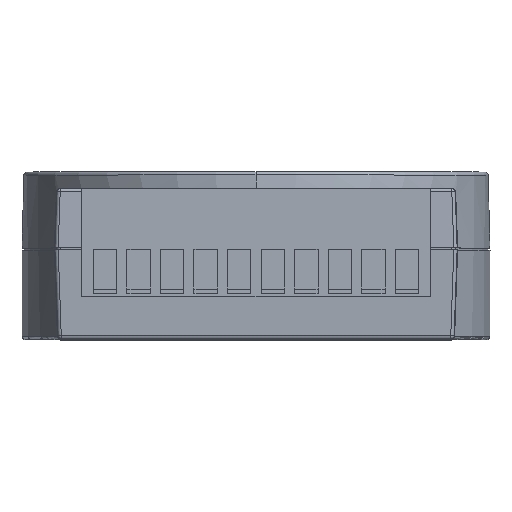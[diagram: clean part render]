
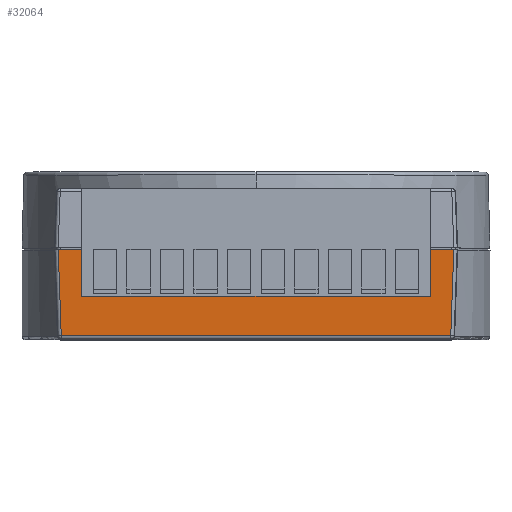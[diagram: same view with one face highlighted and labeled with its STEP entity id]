
A CAD part, top view. The second image highlights one B-rep face of the part: STEP entity #32064.
In plain terms, the highlighted planar face has unit normal (0, -0.035, 0.999).
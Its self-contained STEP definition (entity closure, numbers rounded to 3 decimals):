
#30581 = VERTEX_POINT ( 'NONE', #32660 ) ;
#30691 = EDGE_CURVE ( 'NONE', #30581, #30694, #32761, .T. ) ;
#30694 = VERTEX_POINT ( 'NONE', #32757 ) ;
#30758 = VERTEX_POINT ( 'NONE', #32849 ) ;
#30760 = EDGE_CURVE ( 'NONE', #30758, #30762, #32848, .T. ) ;
#30762 = VERTEX_POINT ( 'NONE', #32844 ) ;
#32041 = VERTEX_POINT ( 'NONE', #34256 ) ;
#32042 = ORIENTED_EDGE ( 'NONE', *, *, #32043, .T. ) ;
#32043 = EDGE_CURVE ( 'NONE', #32041, #30762, #34254, .T. ) ;
#32044 = ORIENTED_EDGE ( 'NONE', *, *, #30760, .F. ) ;
#32046 = ORIENTED_EDGE ( 'NONE', *, *, #32048, .T. ) ;
#32048 = EDGE_CURVE ( 'NONE', #30758, #32069, #34250, .T. ) ;
#32064 = ADVANCED_FACE ( 'NONE', ( #34301 ), #34300, .T. ) ;
#32065 = EDGE_LOOP ( 'NONE', ( #32066, #32073, #32163, #32164, #32168, #32042, #32044, #32046 ) ) ;
#32066 = ORIENTED_EDGE ( 'NONE', *, *, #32068, .T. ) ;
#32068 = EDGE_CURVE ( 'NONE', #32069, #32071, #34295, .T. ) ;
#32069 = VERTEX_POINT ( 'NONE', #34291 ) ;
#32071 = VERTEX_POINT ( 'NONE', #34290 ) ;
#32073 = ORIENTED_EDGE ( 'NONE', *, *, #32076, .T. ) ;
#32076 = EDGE_CURVE ( 'NONE', #32071, #30694, #34289, .T. ) ;
#32163 = ORIENTED_EDGE ( 'NONE', *, *, #30691, .F. ) ;
#32164 = ORIENTED_EDGE ( 'NONE', *, *, #32165, .T. ) ;
#32165 = EDGE_CURVE ( 'NONE', #30581, #32166, #34445, .T. ) ;
#32166 = VERTEX_POINT ( 'NONE', #34436 ) ;
#32168 = ORIENTED_EDGE ( 'NONE', *, *, #32170, .T. ) ;
#32170 = EDGE_CURVE ( 'NONE', #32166, #32041, #34435, .T. ) ;
#32660 = CARTESIAN_POINT ( 'NONE',  ( -29.495, -0.15, 50.995 ) ) ;
#32757 = CARTESIAN_POINT ( 'NONE',  ( -26., -0.15, 50.995 ) ) ;
#32758 = DIRECTION ( 'NONE',  ( 1., 0., 0. ) ) ;
#32759 = VECTOR ( 'NONE', #32758, 1000. ) ;
#32760 = CARTESIAN_POINT ( 'NONE',  ( 30., -0.15, 50.995 ) ) ;
#32761 = LINE ( 'NONE', #32760, #32759 ) ;
#32844 = CARTESIAN_POINT ( 'NONE',  ( 29.495, -0.15, 50.995 ) ) ;
#32845 = DIRECTION ( 'NONE',  ( 1., 0., 0. ) ) ;
#32846 = VECTOR ( 'NONE', #32845, 1000. ) ;
#32847 = CARTESIAN_POINT ( 'NONE',  ( 30., -0.15, 50.995 ) ) ;
#32848 = LINE ( 'NONE', #32847, #32846 ) ;
#32849 = CARTESIAN_POINT ( 'NONE',  ( 26., -0.15, 50.995 ) ) ;
#34246 = DIRECTION ( 'NONE',  ( 0., -0.999, -0.035 ) ) ;
#34247 = VECTOR ( 'NONE', #34246, 1000. ) ;
#34248 = CARTESIAN_POINT ( 'NONE',  ( 26., 0., 51. ) ) ;
#34250 = LINE ( 'NONE', #34248, #34247 ) ;
#34251 = DIRECTION ( 'NONE',  ( 0.035, 0.999, 0.035 ) ) ;
#34252 = VECTOR ( 'NONE', #34251, 1000. ) ;
#34253 = CARTESIAN_POINT ( 'NONE',  ( 29.501, 0.017, 51.001 ) ) ;
#34254 = LINE ( 'NONE', #34253, #34252 ) ;
#34256 = CARTESIAN_POINT ( 'NONE',  ( 29.046, -13.017, 50.545 ) ) ;
#34286 = DIRECTION ( 'NONE',  ( 0., 0.999, 0.035 ) ) ;
#34287 = VECTOR ( 'NONE', #34286, 1000. ) ;
#34288 = CARTESIAN_POINT ( 'NONE',  ( -26., 0., 51. ) ) ;
#34289 = LINE ( 'NONE', #34288, #34287 ) ;
#34290 = CARTESIAN_POINT ( 'NONE',  ( -26., -7.097, 50.752 ) ) ;
#34291 = CARTESIAN_POINT ( 'NONE',  ( 26., -7.097, 50.752 ) ) ;
#34292 = DIRECTION ( 'NONE',  ( -1., 0., 0. ) ) ;
#34293 = VECTOR ( 'NONE', #34292, 1000. ) ;
#34294 = CARTESIAN_POINT ( 'NONE',  ( 30., -7.097, 50.752 ) ) ;
#34295 = LINE ( 'NONE', #34294, #34293 ) ;
#34296 = DIRECTION ( 'NONE',  ( 0., -0.999, -0.035 ) ) ;
#34297 = DIRECTION ( 'NONE',  ( 0., -0.035, 0.999 ) ) ;
#34298 = CARTESIAN_POINT ( 'NONE',  ( 30., 0., 51. ) ) ;
#34299 = AXIS2_PLACEMENT_3D ( 'NONE', #34298, #34297, #34296 ) ;
#34300 = PLANE ( 'NONE',  #34299 ) ;
#34301 = FACE_OUTER_BOUND ( 'NONE', #32065, .T. ) ;
#34432 = DIRECTION ( 'NONE',  ( 1., 0., 0. ) ) ;
#34433 = VECTOR ( 'NONE', #34432, 1000. ) ;
#34434 = CARTESIAN_POINT ( 'NONE',  ( 29.529, -13.017, 50.545 ) ) ;
#34435 = LINE ( 'NONE', #34434, #34433 ) ;
#34436 = CARTESIAN_POINT ( 'NONE',  ( -29.046, -13.017, 50.545 ) ) ;
#34437 = DIRECTION ( 'NONE',  ( 0.035, -0.999, -0.035 ) ) ;
#34438 = VECTOR ( 'NONE', #34437, 1000. ) ;
#34439 = CARTESIAN_POINT ( 'NONE',  ( -29.428, -2.073, 50.928 ) ) ;
#34445 = LINE ( 'NONE', #34439, #34438 ) ;
